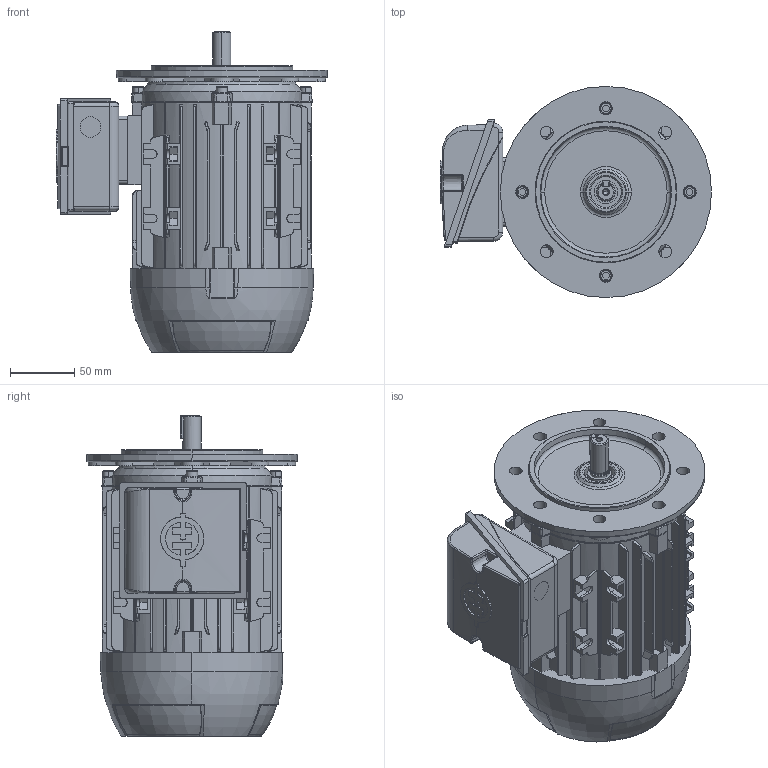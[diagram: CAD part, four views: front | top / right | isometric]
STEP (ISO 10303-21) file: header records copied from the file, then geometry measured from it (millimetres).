
FILE_DESCRIPTION (( 'STEP AP203' ), '1' );
FILE_NAME ('IEC71 B3D IR3.STEP', '2021-08-27T19:27:28', ( '' ), ( '' ), 'SwSTEP 2.0', 'SolidWorks 2018', '' );
FILE_SCHEMA (( 'CONFIG_CONTROL_DESIGN' ));
Length unit declared in the file: millimetre
Products named in the file (29): 105035222; 500014995_10.5007.178; Parafuso Altracs M5; 105032001_10.5032.007-5X5X18; 105033004; IEC71 B3D IR3; 105007077; 105010009-6203 NSK; 500014995; Eixo Padrão IEC71 IR3; 105035222_50.5307.019; 105007176_10.5007.176; 105010009-6203 NSK_SKF - 6203 - 10,DE,NC,10_68; 105006184; Tabela Rotores N42 2P AC150; 105007176; Conj. Rotor IEC71 IR3_505039196; 105032001; 105010008-6202 NSK; 105006184_50.5307.022; Eixo Padrão IEC71 IR3_50.5042.370 - PCT60; Parafuso Altracs M5_10.5011.291 x 15; Tabela Rotores N42 2P AC150_50.5016.757 - �57,90; 105010008-6202 NSK_SKF - 6202 - 10,DE,NC,10_68
Assembly tree (13 placements, depth 3):
  105035222
  Parafuso Altracs M5
  Parafuso Altracs M5
  105033004
  Parafuso Altracs M5
Bounding box: 210.35 x 163.93 x 248.95 mm (x, y, z)
Volume: 3310376.6 mm3; surface area: 315625.2 mm2
Topology: 12 solids, 15 shells, 1758 faces, 4554 edges, 2915 vertices
Faces by surface type: plane 758, bspline 350, cone 275, cylinder 273, torus 82, sphere 20
Entity records: 63550 total; most frequent: CARTESIAN_POINT 23458, ORIENTED_EDGE 8784, DIRECTION 6518, EDGE_CURVE 4392, VERTEX_POINT 2825, AXIS2_PLACEMENT_3D 2335, VECTOR 1848, LINE 1848
